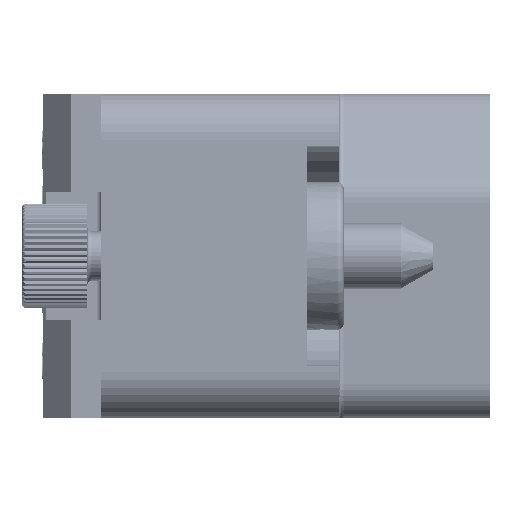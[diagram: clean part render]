
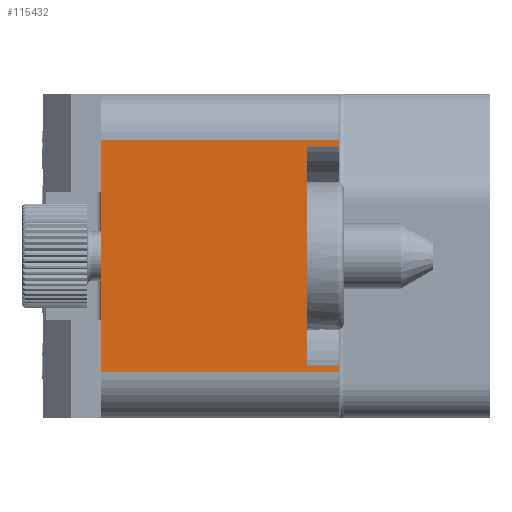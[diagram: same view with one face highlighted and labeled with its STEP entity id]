
A CAD part, left-side view. The second image highlights one B-rep face of the part: STEP entity #115432.
In plain terms, the highlighted planar face has unit normal (-1, 0, 0).
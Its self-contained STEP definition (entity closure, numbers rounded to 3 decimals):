
#9648=DIRECTION('',(0.,1.,0.));
#9649=VECTOR('',#9648,10.25);
#9650=CARTESIAN_POINT('',(-40.,0.,-5.));
#9651=LINE('',#9650,#9649);
#9657=DIRECTION('',(0.,0.,-1.));
#9658=VECTOR('',#9657,10.);
#9659=CARTESIAN_POINT('',(-40.,10.25,5.));
#9660=LINE('',#9659,#9658);
#9760=DIRECTION('',(0.,-1.,0.));
#9761=VECTOR('',#9760,10.25);
#9762=CARTESIAN_POINT('',(-40.,10.25,5.));
#9763=LINE('',#9762,#9761);
#14936=DIRECTION('',(0.,0.,1.));
#14937=VECTOR('',#14936,9.5);
#14938=CARTESIAN_POINT('',(-40.,1.4,-4.75));
#14939=LINE('',#14938,#14937);
#14940=DIRECTION('',(0.,1.,0.));
#14941=VECTOR('',#14940,1.4);
#14942=CARTESIAN_POINT('',(-40.,0.,-4.75));
#14943=LINE('',#14942,#14941);
#14944=DIRECTION('',(0.,0.,-1.));
#14945=VECTOR('',#14944,0.25);
#14946=CARTESIAN_POINT('',(-40.,0.,-4.75));
#14947=LINE('',#14946,#14945);
#14948=DIRECTION('',(0.,0.,-1.));
#14949=VECTOR('',#14948,0.25);
#14950=CARTESIAN_POINT('',(-40.,0.,5.));
#14951=LINE('',#14950,#14949);
#14952=DIRECTION('',(0.,1.,0.));
#14953=VECTOR('',#14952,1.4);
#14954=CARTESIAN_POINT('',(-40.,0.,4.75));
#14955=LINE('',#14954,#14953);
#86394=CARTESIAN_POINT('',(-40.,0.,5.));
#86395=VERTEX_POINT('',#86394);
#86396=CARTESIAN_POINT('',(-40.,10.25,5.));
#86397=VERTEX_POINT('',#86396);
#86402=CARTESIAN_POINT('',(-40.,10.25,-5.));
#86403=VERTEX_POINT('',#86402);
#86404=CARTESIAN_POINT('',(-40.,0.,-5.));
#86405=VERTEX_POINT('',#86404);
#86422=CARTESIAN_POINT('',(-40.,0.,-4.75));
#86424=VERTEX_POINT('',#86422);
#86428=CARTESIAN_POINT('',(-40.,0.,4.75));
#86429=VERTEX_POINT('',#86428);
#86430=CARTESIAN_POINT('',(-40.,1.4,-4.75));
#86431=CARTESIAN_POINT('',(-40.,1.4,4.75));
#86432=VERTEX_POINT('',#86430);
#86433=VERTEX_POINT('',#86431);
#115414=CARTESIAN_POINT('',(-40.,0.,7.));
#115415=DIRECTION('',(-1.,0.,0.));
#115416=DIRECTION('',(0.,1.,0.));
#115417=AXIS2_PLACEMENT_3D('',#115414,#115415,#115416);
#115418=PLANE('',#115417);
#115420=ORIENTED_EDGE('',*,*,#115419,.F.);
#115422=ORIENTED_EDGE('',*,*,#115421,.F.);
#115423=ORIENTED_EDGE('',*,*,#109492,.T.);
#115424=ORIENTED_EDGE('',*,*,#109525,.T.);
#115425=ORIENTED_EDGE('',*,*,#109538,.F.);
#115426=ORIENTED_EDGE('',*,*,#109621,.T.);
#115427=ORIENTED_EDGE('',*,*,#109500,.T.);
#115429=ORIENTED_EDGE('',*,*,#115428,.T.);
#115430=EDGE_LOOP('',(#115420,#115422,#115423,#115424,#115425,#115426,#115427,
#115429));
#115431=FACE_OUTER_BOUND('',#115430,.F.);
#115432=ADVANCED_FACE('',(#115431),#115418,.T.);
#109492=EDGE_CURVE('',#86424,#86405,#14947,.T.);
#109500=EDGE_CURVE('',#86395,#86429,#14951,.T.);
#109525=EDGE_CURVE('',#86405,#86403,#9651,.T.);
#109538=EDGE_CURVE('',#86397,#86403,#9660,.T.);
#109621=EDGE_CURVE('',#86397,#86395,#9763,.T.);
#115419=EDGE_CURVE('',#86432,#86433,#14939,.T.);
#115421=EDGE_CURVE('',#86424,#86432,#14943,.T.);
#115428=EDGE_CURVE('',#86429,#86433,#14955,.T.);
